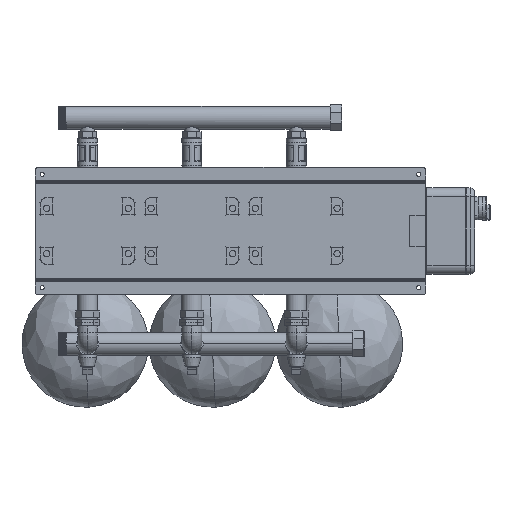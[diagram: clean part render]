
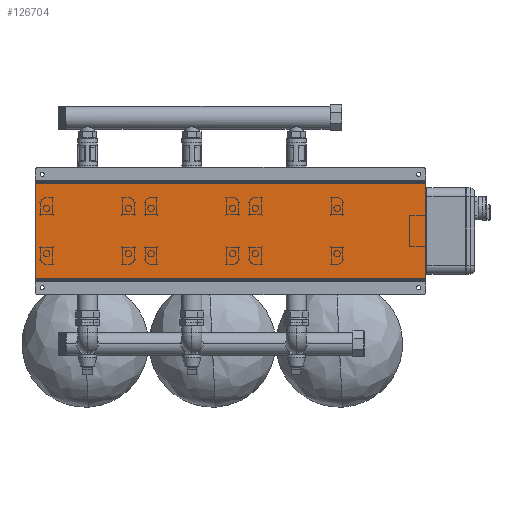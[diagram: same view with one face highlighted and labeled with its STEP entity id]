
A CAD part, front view. The second image highlights one B-rep face of the part: STEP entity #126704.
In plain terms, the highlighted planar face has unit normal (0, -1, 0).
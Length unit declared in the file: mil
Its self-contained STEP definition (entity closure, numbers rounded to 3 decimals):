
#6031 = CARTESIAN_POINT ( 'NONE',  ( 16929.134, 2007.874, -4133.858 ) ) ;
#8761 = VECTOR ( 'NONE', #131716, 39370.079 ) ;
#16940 = CARTESIAN_POINT ( 'NONE',  ( -16929.134, 2007.874, 4133.858 ) ) ;
#22427 = CARTESIAN_POINT ( 'NONE',  ( -16929.134, 2007.874, -4133.858 ) ) ;
#25368 = LINE ( 'NONE', #59227, #64067 ) ;
#25470 = CARTESIAN_POINT ( 'NONE',  ( 16929.134, 2007.874, -4133.858 ) ) ;
#34560 = VECTOR ( 'NONE', #124846, 39370.079 ) ;
#37540 = CARTESIAN_POINT ( 'NONE',  ( 16929.134, 2007.874, -4133.858 ) ) ;
#37753 = ORIENTED_EDGE ( 'NONE', *, *, #97588, .F. ) ;
#45291 = ORIENTED_EDGE ( 'NONE', *, *, #106091, .F. ) ;
#51113 = VERTEX_POINT ( 'NONE', #37540 ) ;
#59227 = CARTESIAN_POINT ( 'NONE',  ( 16929.134, 2007.874, 4133.858 ) ) ;
#64067 = VECTOR ( 'NONE', #124742, 39370.079 ) ;
#97588 = EDGE_CURVE ( 'NONE', #149107, #51113, #214540, .T. ) ;
#106091 = EDGE_CURVE ( 'NONE', #51113, #129400, #158635, .T. ) ;
#107685 = CARTESIAN_POINT ( 'NONE',  ( -16929.134, 2007.874, -4133.858 ) ) ;
#120653 = DIRECTION ( 'NONE',  ( 1., 0., 0. ) ) ;
#124742 = DIRECTION ( 'NONE',  ( -1., 0., 0. ) ) ;
#124846 = DIRECTION ( 'NONE',  ( -1., 0., 0. ) ) ;
#126704 = ADVANCED_FACE ( 'NONE', ( #174019 ), #203512, .F. ) ;
#128477 = CARTESIAN_POINT ( 'NONE',  ( 16929.134, 2007.874, 4133.858 ) ) ;
#129263 = AXIS2_PLACEMENT_3D ( 'NONE', #6031, #204563, #120653 ) ;
#129400 = VERTEX_POINT ( 'NONE', #107685 ) ;
#131716 = DIRECTION ( 'NONE',  ( 0., 0., -1. ) ) ;
#139232 = DIRECTION ( 'NONE',  ( 0., 0., -1. ) ) ;
#141369 = LINE ( 'NONE', #22427, #152137 ) ;
#149107 = VERTEX_POINT ( 'NONE', #190661 ) ;
#152137 = VECTOR ( 'NONE', #139232, 39370.079 ) ;
#158635 = LINE ( 'NONE', #25470, #34560 ) ;
#170066 = ORIENTED_EDGE ( 'NONE', *, *, #179389, .T. ) ;
#174019 = FACE_OUTER_BOUND ( 'NONE', #191573, .T. ) ;
#179389 = EDGE_CURVE ( 'NONE', #149107, #214121, #25368, .T. ) ;
#190007 = EDGE_CURVE ( 'NONE', #214121, #129400, #141369, .T. ) ;
#190661 = CARTESIAN_POINT ( 'NONE',  ( 16929.134, 2007.874, 4133.858 ) ) ;
#191573 = EDGE_LOOP ( 'NONE', ( #204929, #45291, #37753, #170066 ) ) ;
#203512 = PLANE ( 'NONE',  #129263 ) ;
#204563 = DIRECTION ( 'NONE',  ( 0., 1., 0. ) ) ;
#204929 = ORIENTED_EDGE ( 'NONE', *, *, #190007, .T. ) ;
#214121 = VERTEX_POINT ( 'NONE', #16940 ) ;
#214540 = LINE ( 'NONE', #128477, #8761 ) ;
